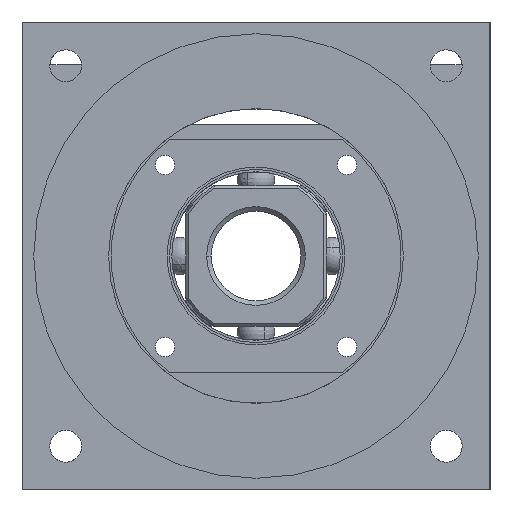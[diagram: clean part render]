
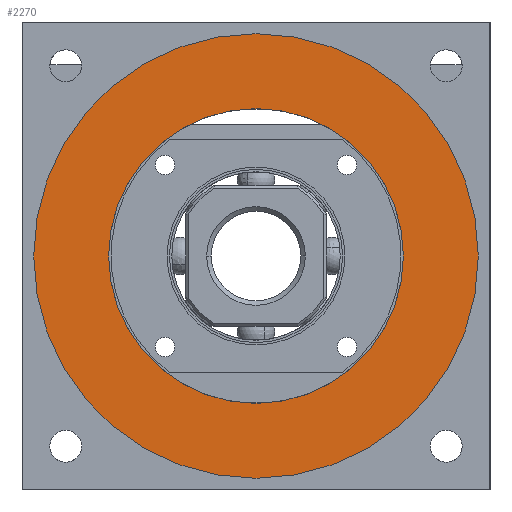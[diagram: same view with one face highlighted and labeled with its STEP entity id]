
A CAD part, left-side view. The second image highlights one B-rep face of the part: STEP entity #2270.
In plain terms, the highlighted planar face has unit normal (-1, 0, 0).
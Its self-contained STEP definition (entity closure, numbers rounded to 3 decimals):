
#1444=CARTESIAN_POINT('Axis2P3D Location',(20.,0.,0.)) ;
#1448=CARTESIAN_POINT('Vertex',(20.,31.5,0.)) ;
#1450=CARTESIAN_POINT('Vertex',(20.,-31.5,0.)) ;
#1542=CARTESIAN_POINT('Axis2P3D Location',(20.,0.,0.)) ;
#1747=CARTESIAN_POINT('Vertex',(20.,-47.5,0.)) ;
#1754=CARTESIAN_POINT('Vertex',(20.,47.5,0.)) ;
#1757=CARTESIAN_POINT('Axis2P3D Location',(20.,0.,0.)) ;
#1769=CARTESIAN_POINT('Axis2P3D Location',(20.,0.,0.)) ;
#2257=CARTESIAN_POINT('Axis2P3D Location',(20.,0.,0.)) ;
#1445=DIRECTION('Axis2P3D Direction',(-1.,0.,0.)) ;
#1543=DIRECTION('Axis2P3D Direction',(-1.,0.,0.)) ;
#1758=DIRECTION('Axis2P3D Direction',(-1.,0.,0.)) ;
#1770=DIRECTION('Axis2P3D Direction',(-1.,0.,0.)) ;
#2258=DIRECTION('Axis2P3D Direction',(-1.,0.,0.)) ;
#2259=DIRECTION('Axis2P3D XDirection',(0.,-1.,0.)) ;
#1446=AXIS2_PLACEMENT_3D('Circle Axis2P3D',#1444,#1445,$) ;
#1544=AXIS2_PLACEMENT_3D('Circle Axis2P3D',#1542,#1543,$) ;
#1759=AXIS2_PLACEMENT_3D('Circle Axis2P3D',#1757,#1758,$) ;
#1771=AXIS2_PLACEMENT_3D('Circle Axis2P3D',#1769,#1770,$) ;
#2260=AXIS2_PLACEMENT_3D('Plane Axis2P3D',#2257,#2258,#2259) ;
#2263=ORIENTED_EDGE('',*,*,#1761,.T.) ;
#2264=ORIENTED_EDGE('',*,*,#1773,.T.) ;
#2267=ORIENTED_EDGE('',*,*,#1546,.F.) ;
#2268=ORIENTED_EDGE('',*,*,#1452,.F.) ;
#2269=FACE_BOUND('',#2266,.T.) ;
#2270=ADVANCED_FACE('\X2\96F64EF651E04F554F53\X0\',(#2265,#2269),#2261,.T.) ;
#1447=CIRCLE('generated circle',#1446,31.5) ;
#1545=CIRCLE('generated circle',#1544,31.5) ;
#1760=CIRCLE('generated circle',#1759,47.5) ;
#1772=CIRCLE('generated circle',#1771,47.5) ;
#1452=EDGE_CURVE('',#1449,#1451,#1447,.T.) ;
#1546=EDGE_CURVE('',#1451,#1449,#1545,.T.) ;
#1761=EDGE_CURVE('',#1748,#1755,#1760,.T.) ;
#1773=EDGE_CURVE('',#1755,#1748,#1772,.T.) ;
#2262=EDGE_LOOP('',(#2263,#2264)) ;
#2266=EDGE_LOOP('',(#2267,#2268)) ;
#2265=FACE_OUTER_BOUND('',#2262,.T.) ;
#2261=PLANE('Plane',#2260) ;
#1449=VERTEX_POINT('',#1448) ;
#1451=VERTEX_POINT('',#1450) ;
#1748=VERTEX_POINT('',#1747) ;
#1755=VERTEX_POINT('',#1754) ;
